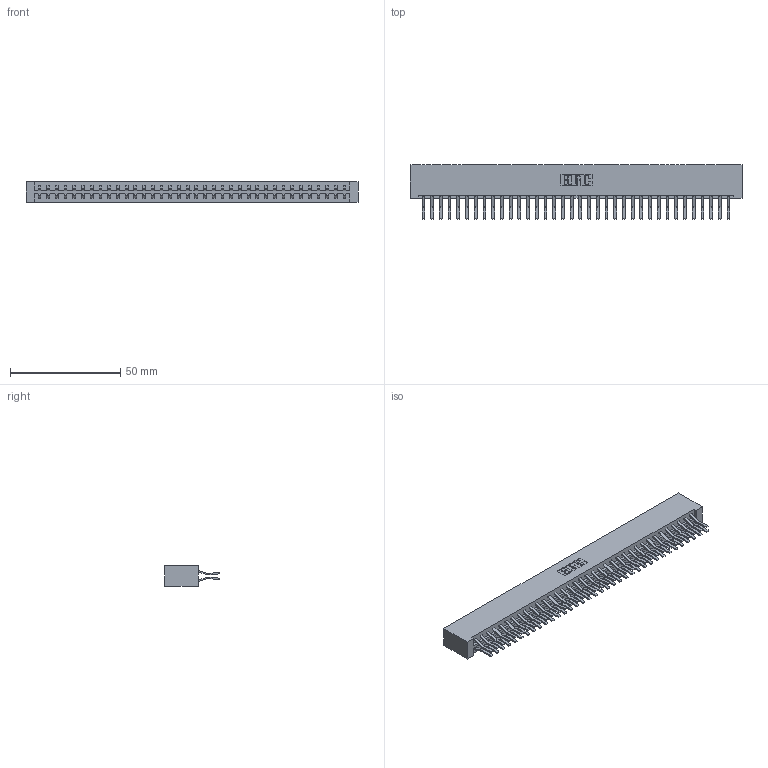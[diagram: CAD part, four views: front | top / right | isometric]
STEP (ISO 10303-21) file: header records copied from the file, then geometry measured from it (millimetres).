
FILE_DESCRIPTION (( 'STEP AP203' ), '1' );
FILE_NAME ('833-072-560-201.STEP', '2020-06-05T15:13:29', ( '' ), ( '' ), 'SwSTEP 2.0', 'SolidWorks 2020', '' );
FILE_SCHEMA (( 'CONFIG_CONTROL_DESIGN' ));
Length unit declared in the file: inch
Products named in the file (3): 833-072-560-201; 345-292-001_560 Tail; 833 Part_Lugless
Assembly tree (73 placements, depth 2):
  833-072-560-201
    833 Part_Lugless
    345-292-001_560 Tail  x72
Bounding box: 150.9 x 24.78 x 9.4 mm (x, y, z)
Volume: 16454.2 mm3; surface area: 20759.1 mm2
Topology: 73 solids, 73 shells, 3994 faces, 11879 edges, 7822 vertices
Faces by surface type: plane 2658, cylinder 1336
Entity records: 23747 total; most frequent: CARTESIAN_POINT 3942, ORIENTED_EDGE 3878, DIRECTION 3375, EDGE_CURVE 1939, VECTOR 1815, LINE 1815, VERTEX_POINT 1290, AXIS2_PLACEMENT_3D 780
